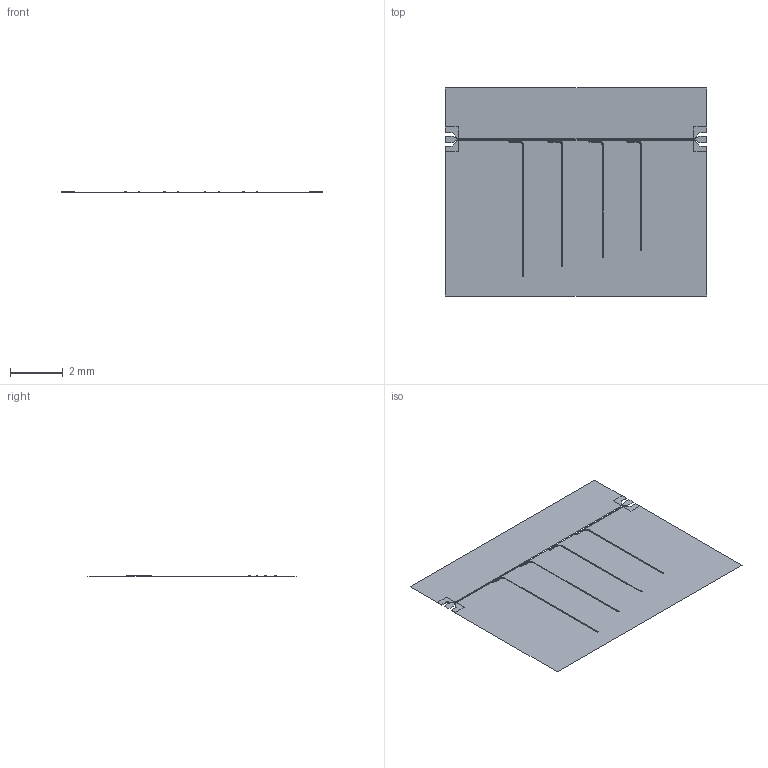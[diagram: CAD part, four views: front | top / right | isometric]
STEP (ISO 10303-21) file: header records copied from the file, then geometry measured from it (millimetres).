
FILE_DESCRIPTION(('FreeCAD Model'),'2;1');
FILE_NAME('ddddd.step','2020-04-18T17:20:50',('Author'),(''), 'Open CASCADE STEP processor 7.3','FreeCAD','Unknown');
FILE_SCHEMA(('AUTOMOTIVE_DESIGN { 1 0 10303 214 1 1 1 1 }'));
Length unit declared in the file: millimetre
Products named in the file (8): Resonator_coupler; Board_Geoms; Local_CS; PCB_Sketch; topTracks; Step_Models
Assembly tree (8 placements, depth 3):
  Resonator_coupler
    Board_Geoms
      Local_CS
      PCB_Sketch
      topTracks
    Step_Models
  Board_Geoms
    Local_CS
    PCB_Sketch
    topTracks
  Step_Models
Bounding box: 9.94 x 7.94 x 0.04 mm (x, y, z)
Surface area: 157.1 mm2 (no closed solid volume)
Topology: 0 solids, 52 shells, 52 faces, 2574 edges, 2582 vertices
Faces by surface type: plane 52
Entity records: 10907 total; most frequent: CARTESIAN_POINT 2613, DIRECTION 1357, LINE 1287, VECTOR 1287, ORIENTED_EDGE 1283, EDGE_CURVE 1283, VERTEX_POINT 1283, AXIS2_PLACEMENT_3D 35
